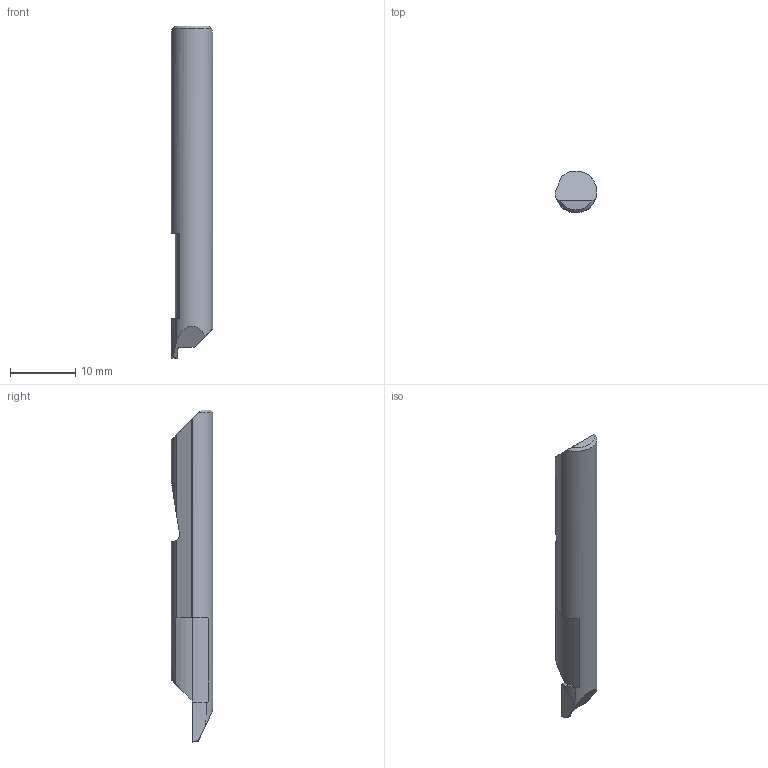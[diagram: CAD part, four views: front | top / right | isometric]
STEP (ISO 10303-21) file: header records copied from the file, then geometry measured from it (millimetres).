
FILE_DESCRIPTION (( 'STEP AP214' ), '1' );
FILE_NAME ('Micro_QFGC3-250-040-050X.STEP', '2021-09-09T14:41:28', ( '' ), ( '' ), 'SwSTEP 2.0', 'SolidWorks 2020', '' );
FILE_SCHEMA (( 'AUTOMOTIVE_DESIGN' ));
Length unit declared in the file: inch
Products named in the file (1): Micro_QFGC3-250-040-050X
Bounding box: 6.35 x 6.35 x 50.8 mm (x, y, z)
Volume: 1336.5 mm3; surface area: 966.8 mm2
Topology: 1 solids, 1 shells, 27 faces, 73 edges, 48 vertices
Faces by surface type: plane 15, cylinder 9, cone 2, bspline 1
Entity records: 931 total; most frequent: CARTESIAN_POINT 278, ORIENTED_EDGE 146, DIRECTION 109, EDGE_CURVE 73, VERTEX_POINT 48, AXIS2_PLACEMENT_3D 37, LINE 35, VECTOR 35
